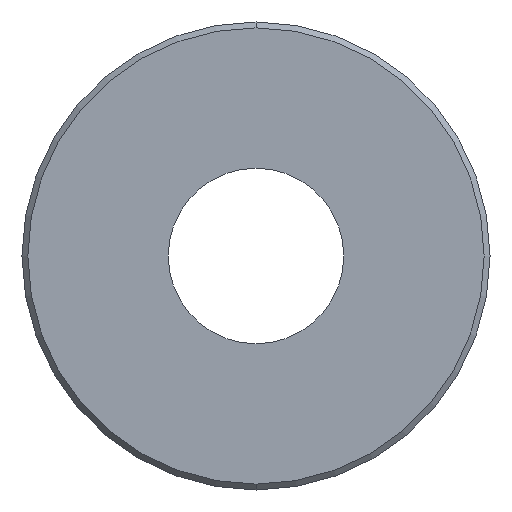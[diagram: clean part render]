
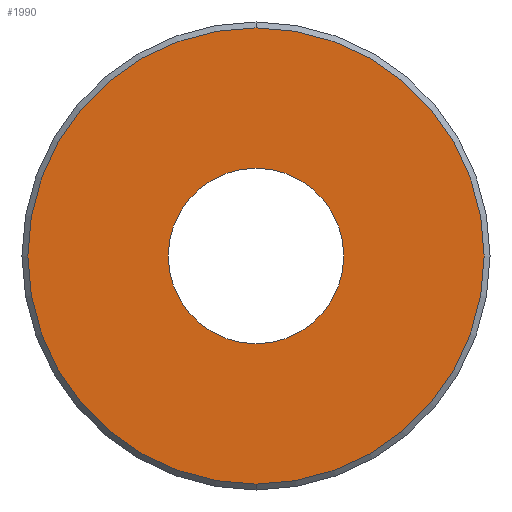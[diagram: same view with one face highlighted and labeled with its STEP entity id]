
A CAD part, front view. The second image highlights one B-rep face of the part: STEP entity #1990.
In plain terms, the highlighted planar face has unit normal (0, -1, 0).
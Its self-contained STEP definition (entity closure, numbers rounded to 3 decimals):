
#512 = EDGE_LOOP ( 'NONE', ( #2786, #2787 ) ) ;
#588 = EDGE_LOOP ( 'NONE', ( #2881, #2859 ) ) ;
#1956 = EDGE_CURVE ( 'NONE', #2687, #2605, #7864, .T. ) ;
#1963 = EDGE_CURVE ( 'NONE', #2665, #2677, #4789, .T. ) ;
#1967 = EDGE_CURVE ( 'NONE', #2605, #2687, #7870, .T. ) ;
#1990 = ADVANCED_FACE ( 'NONE', ( #3645, #3644 ), #3649, .T. ) ;
#2045 = EDGE_CURVE ( 'NONE', #2677, #2665, #6576, .T. ) ;
#2605 = VERTEX_POINT ( 'NONE', #4026 ) ;
#2665 = VERTEX_POINT ( 'NONE', #4031 ) ;
#2677 = VERTEX_POINT ( 'NONE', #4071 ) ;
#2687 = VERTEX_POINT ( 'NONE', #4043 ) ;
#2786 = ORIENTED_EDGE ( 'NONE', *, *, #1956, .T. ) ;
#2787 = ORIENTED_EDGE ( 'NONE', *, *, #1967, .T. ) ;
#2859 = ORIENTED_EDGE ( 'NONE', *, *, #2045, .T. ) ;
#2881 = ORIENTED_EDGE ( 'NONE', *, *, #1963, .T. ) ;
#3532 = DIRECTION ( 'NONE',  ( 0., 0., -1. ) ) ;
#3538 = DIRECTION ( 'NONE',  ( 0., -1., 0. ) ) ;
#3555 = CARTESIAN_POINT ( 'NONE',  ( 0., 0., 0. ) ) ;
#3561 = CARTESIAN_POINT ( 'NONE',  ( 0., 0., 0. ) ) ;
#3563 = DIRECTION ( 'NONE',  ( 0., 1., 0. ) ) ;
#3566 = DIRECTION ( 'NONE',  ( 0., 0., 1. ) ) ;
#3569 = DIRECTION ( 'NONE',  ( 0., -1., 0. ) ) ;
#3570 = DIRECTION ( 'NONE',  ( 0., 0., -1. ) ) ;
#3582 = CARTESIAN_POINT ( 'NONE',  ( 0., 0., 0. ) ) ;
#3644 = FACE_BOUND ( 'NONE', #588, .T. ) ;
#3645 = FACE_OUTER_BOUND ( 'NONE', #512, .T. ) ;
#3649 = PLANE ( 'NONE',  #7001 ) ;
#3650 = CARTESIAN_POINT ( 'NONE',  ( -4.5, 0., 0. ) ) ;
#3669 = DIRECTION ( 'NONE',  ( 0., 0., -1. ) ) ;
#3671 = DIRECTION ( 'NONE',  ( 0., -1., 0. ) ) ;
#3873 = DIRECTION ( 'NONE',  ( 0., 0., 1. ) ) ;
#3876 = CARTESIAN_POINT ( 'NONE',  ( 0., 0., 0. ) ) ;
#3890 = DIRECTION ( 'NONE',  ( 0., 1., 0. ) ) ;
#4026 = CARTESIAN_POINT ( 'NONE',  ( 0., 0., -11.7 ) ) ;
#4031 = CARTESIAN_POINT ( 'NONE',  ( 0., 0., 4.5 ) ) ;
#4043 = CARTESIAN_POINT ( 'NONE',  ( 0., 0., 11.7 ) ) ;
#4071 = CARTESIAN_POINT ( 'NONE',  ( 0., 0., -4.5 ) ) ;
#4789 = CIRCLE ( 'NONE', #7869, 4.5 ) ;
#6557 = AXIS2_PLACEMENT_3D ( 'NONE', #3876, #3890, #3873 ) ;
#6576 = CIRCLE ( 'NONE', #6557, 4.5 ) ;
#7001 = AXIS2_PLACEMENT_3D ( 'NONE', #3650, #3671, #3669 ) ;
#7863 = AXIS2_PLACEMENT_3D ( 'NONE', #3582, #3569, #3570 ) ;
#7864 = CIRCLE ( 'NONE', #7865, 11.7 ) ;
#7865 = AXIS2_PLACEMENT_3D ( 'NONE', #3555, #3538, #3532 ) ;
#7869 = AXIS2_PLACEMENT_3D ( 'NONE', #3561, #3563, #3566 ) ;
#7870 = CIRCLE ( 'NONE', #7863, 11.7 ) ;
